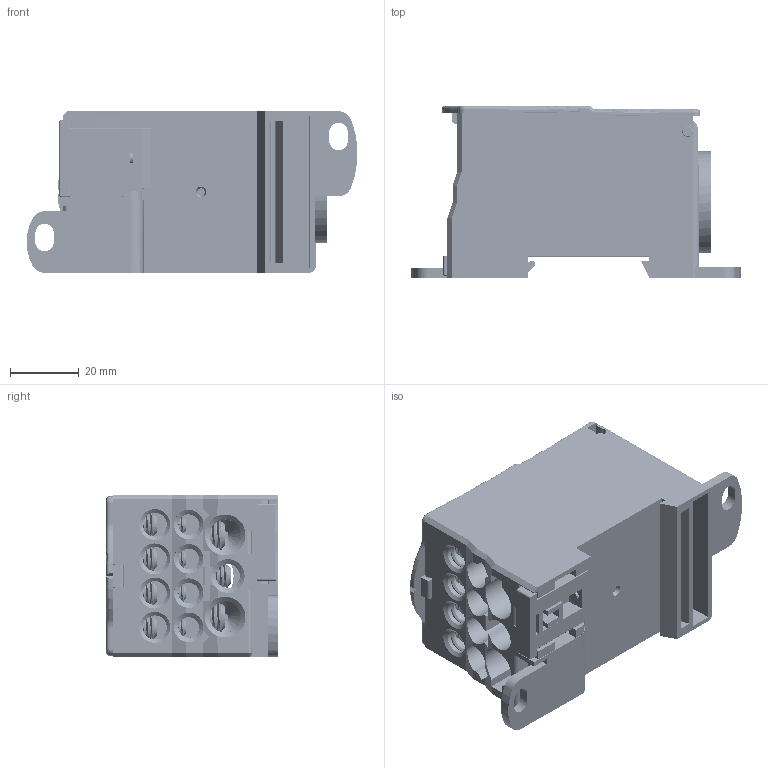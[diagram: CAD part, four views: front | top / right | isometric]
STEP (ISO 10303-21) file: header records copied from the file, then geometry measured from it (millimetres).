
FILE_DESCRIPTION(/* description */ (''),/* implementation_level */ '2;1');
FILE_NAME(/* name */ '5_stp.stp',/* time_stamp */ '2021-11-05T14:06:09+08:00',/* author */ (''),/* organization */ (''),/* preprocessor_version */ 'ST-DEVELOPER v16',/* originating_system */ 'SIEMENS PLM Software NX 10.0',/* authorisation */ '');
FILE_SCHEMA (('AUTOMOTIVE_DESIGN { 1 0 10303 214 3 1 1 1 }'));
Products named in the file (1): Admi2D48EC2233wt
Bounding box: 96.53 x 50.1 x 47.3 mm (x, y, z)
Volume: 90690.2 mm3; surface area: 73026.7 mm2
Topology: 16 solids, 17 shells, 1387 faces, 3777 edges, 2464 vertices
Faces by surface type: plane 503, cylinder 417, bspline 344, cone 79, torus 24, sphere 20
Full cylindrical faces by diameter (mm): 3 x1, 3.2 x2, 5.3 x2, 5.6 x4, 5.9 x4, 6 x8, 7 x10, 7.6 x1, 8.6 x4, 9 x2, 9.5 x2, 9.6 x2, 9.8 x1, 11.9 x2, 19.6 x1, 23 x1, 26.9 x1, 29.9 x1
Entity records: 123807 total; most frequent: CARTESIAN_POINT 93166, ORIENTED_EDGE 7140, DIRECTION 4738, EDGE_CURVE 3570, VERTEX_POINT 2374, AXIS2_PLACEMENT_3D 1735, EDGE_LOOP 1639, B_SPLINE_CURVE_WITH_KNOTS 1611
